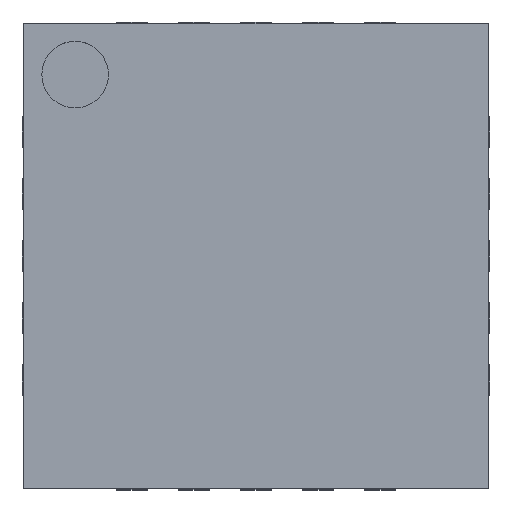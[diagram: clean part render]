
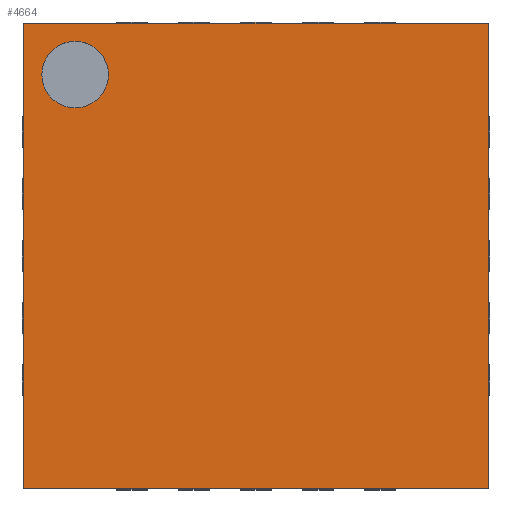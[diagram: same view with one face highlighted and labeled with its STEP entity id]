
A CAD part, top view. The second image highlights one B-rep face of the part: STEP entity #4664.
In plain terms, the highlighted planar face has unit normal (0, 0, 1).
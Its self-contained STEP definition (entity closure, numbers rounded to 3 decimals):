
#47 = CIRCLE ( 'NONE', #5392, 0.215 ) ;
#174 = VERTEX_POINT ( 'NONE', #5330 ) ;
#255 = DIRECTION ( 'NONE',  ( -1., 0., 0. ) ) ;
#308 = CARTESIAN_POINT ( 'NONE',  ( -1.5, -1.5, 0.81 ) ) ;
#679 = VERTEX_POINT ( 'NONE', #3370 ) ;
#888 = EDGE_CURVE ( 'NONE', #5648, #3187, #4218, .T. ) ;
#961 = CARTESIAN_POINT ( 'NONE',  ( -1.5, -1.5, 0.81 ) ) ;
#1086 = DIRECTION ( 'NONE',  ( 0., 0., 1. ) ) ;
#1089 = EDGE_LOOP ( 'NONE', ( #1250, #5083 ) ) ;
#1250 = ORIENTED_EDGE ( 'NONE', *, *, #2131, .F. ) ;
#1318 = ORIENTED_EDGE ( 'NONE', *, *, #2345, .T. ) ;
#1461 = DIRECTION ( 'NONE',  ( 1., 0., 0. ) ) ;
#1610 = DIRECTION ( 'NONE',  ( 0., -1., 0. ) ) ;
#1626 = DIRECTION ( 'NONE',  ( 0., 1., 0. ) ) ;
#1674 = CARTESIAN_POINT ( 'NONE',  ( 0., 0., 0.81 ) ) ;
#1817 = DIRECTION ( 'NONE',  ( 1., 0., 0. ) ) ;
#1965 = VECTOR ( 'NONE', #1626, 1000. ) ;
#1995 = ORIENTED_EDGE ( 'NONE', *, *, #2965, .T. ) ;
#2083 = CARTESIAN_POINT ( 'NONE',  ( 1.5, 1.5, 0.81 ) ) ;
#2131 = EDGE_CURVE ( 'NONE', #174, #3988, #47, .T. ) ;
#2161 = CIRCLE ( 'NONE', #4834, 0.215 ) ;
#2273 = AXIS2_PLACEMENT_3D ( 'NONE', #1674, #2962, #3513 ) ;
#2345 = EDGE_CURVE ( 'NONE', #679, #4145, #3955, .T. ) ;
#2455 = DIRECTION ( 'NONE',  ( 1., 0., 0. ) ) ;
#2540 = FACE_OUTER_BOUND ( 'NONE', #3207, .T. ) ;
#2759 = EDGE_CURVE ( 'NONE', #3988, #174, #2161, .T. ) ;
#2962 = DIRECTION ( 'NONE',  ( 0., 0., 1. ) ) ;
#2965 = EDGE_CURVE ( 'NONE', #3187, #679, #3063, .T. ) ;
#2977 = ORIENTED_EDGE ( 'NONE', *, *, #3608, .T. ) ;
#3040 = CARTESIAN_POINT ( 'NONE',  ( -1.5, 1.5, 0.81 ) ) ;
#3063 = LINE ( 'NONE', #2083, #1965 ) ;
#3071 = ORIENTED_EDGE ( 'NONE', *, *, #888, .T. ) ;
#3084 = VECTOR ( 'NONE', #1461, 1000. ) ;
#3187 = VERTEX_POINT ( 'NONE', #3723 ) ;
#3207 = EDGE_LOOP ( 'NONE', ( #1995, #1318, #2977, #3071 ) ) ;
#3370 = CARTESIAN_POINT ( 'NONE',  ( 1.5, 1.5, 0.81 ) ) ;
#3513 = DIRECTION ( 'NONE',  ( 1., 0., 0. ) ) ;
#3608 = EDGE_CURVE ( 'NONE', #4145, #5648, #3869, .T. ) ;
#3645 = DIRECTION ( 'NONE',  ( 0., 0., 1. ) ) ;
#3723 = CARTESIAN_POINT ( 'NONE',  ( 1.5, -1.5, 0.81 ) ) ;
#3869 = LINE ( 'NONE', #4373, #5416 ) ;
#3955 = LINE ( 'NONE', #5761, #4252 ) ;
#3988 = VERTEX_POINT ( 'NONE', #5262 ) ;
#4028 = CARTESIAN_POINT ( 'NONE',  ( -1.167, 1.169, 0.81 ) ) ;
#4145 = VERTEX_POINT ( 'NONE', #3040 ) ;
#4218 = LINE ( 'NONE', #961, #3084 ) ;
#4252 = VECTOR ( 'NONE', #255, 1000. ) ;
#4373 = CARTESIAN_POINT ( 'NONE',  ( -1.5, 1.5, 0.81 ) ) ;
#4401 = FACE_BOUND ( 'NONE', #1089, .T. ) ;
#4664 = ADVANCED_FACE ( 'NONE', ( #2540, #4401 ), #5270, .T. ) ;
#4834 = AXIS2_PLACEMENT_3D ( 'NONE', #4028, #3645, #1817 ) ;
#5083 = ORIENTED_EDGE ( 'NONE', *, *, #2759, .F. ) ;
#5187 = CARTESIAN_POINT ( 'NONE',  ( -1.167, 1.169, 0.81 ) ) ;
#5262 = CARTESIAN_POINT ( 'NONE',  ( -1.382, 1.169, 0.81 ) ) ;
#5270 = PLANE ( 'NONE',  #2273 ) ;
#5330 = CARTESIAN_POINT ( 'NONE',  ( -0.952, 1.169, 0.81 ) ) ;
#5392 = AXIS2_PLACEMENT_3D ( 'NONE', #5187, #1086, #2455 ) ;
#5416 = VECTOR ( 'NONE', #1610, 1000. ) ;
#5648 = VERTEX_POINT ( 'NONE', #308 ) ;
#5761 = CARTESIAN_POINT ( 'NONE',  ( -1.5, 1.5, 0.81 ) ) ;
